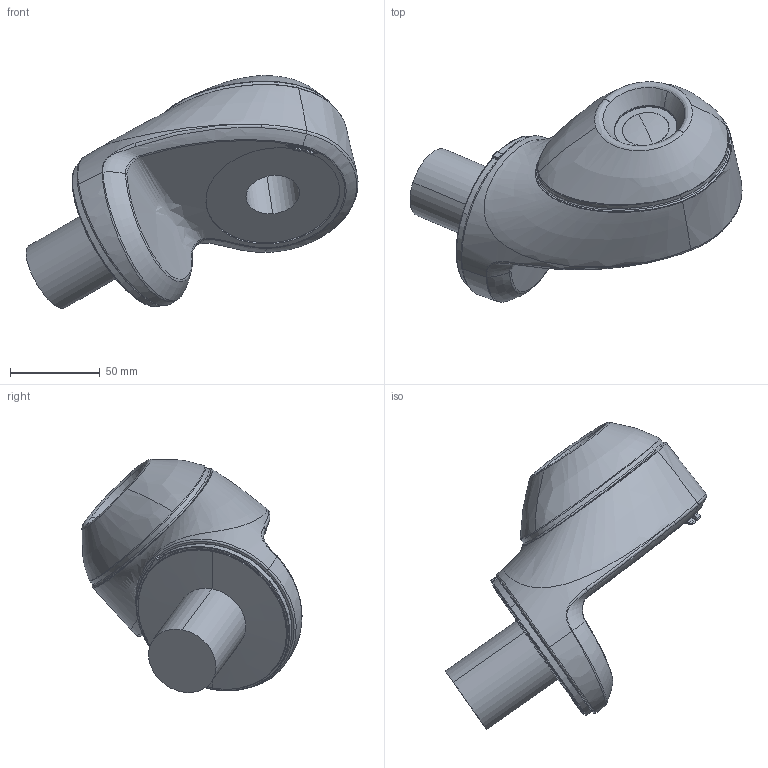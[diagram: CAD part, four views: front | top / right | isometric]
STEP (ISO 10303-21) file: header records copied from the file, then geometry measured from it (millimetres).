
FILE_DESCRIPTION (( 'STEP AP214' ), '1' );
FILE_NAME ('Link3_R3.0.STEP', '2015-02-09T06:19:28', ( 'ABB' ), ( 'ABB' ), 'SwSTEP 2.0', 'SolidWorks 2012', '' );
FILE_SCHEMA (( 'AUTOMOTIVE_DESIGN' ));
Length unit declared in the file: millimetre
Products named in the file (1): Link3_R3.0
Bounding box: 184.83 x 122.52 x 129.81 mm (x, y, z)
Volume: 720208.7 mm3; surface area: 63350.9 mm2
Topology: 1 solids, 1 shells, 169 faces, 423 edges, 250 vertices
Faces by surface type: bspline 109, cylinder 25, cone 25, plane 10
Entity records: 53187 total; most frequent: CARTESIAN_POINT 48217, ORIENTED_EDGE 826, EDGE_CURVE 413, DIRECTION 392, VERTEX_POINT 250, B_SPLINE_CURVE_WITH_KNOTS 202, EDGE_LOOP 173, UNCERTAINTY_MEASURE_WITH_UNIT 172
